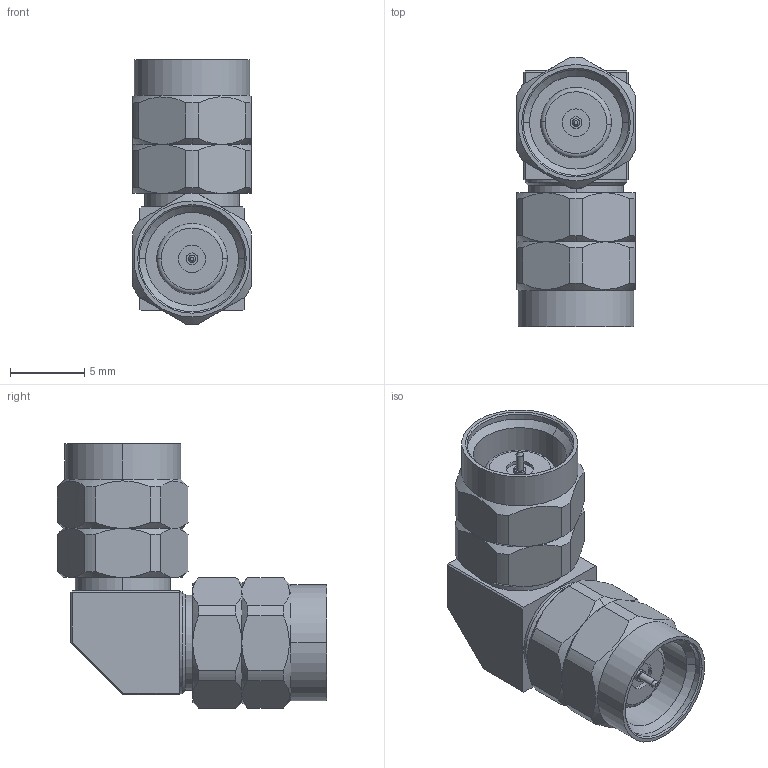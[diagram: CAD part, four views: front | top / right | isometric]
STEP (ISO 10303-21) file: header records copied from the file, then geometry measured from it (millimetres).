
FILE_DESCRIPTION (( 'STEP AP214' ), '1' );
FILE_NAME ('CT-VMVM-R-LN1, Defeatured.STEP', '2024-07-24T23:16:10', ( '' ), ( '' ), 'SwSTEP 2.0', 'SolidWorks 2021', '' );
FILE_SCHEMA (( 'AUTOMOTIVE_DESIGN' ));
Length unit declared in the file: inch
Products named in the file (1): CT-VMVM-R-LN1, Defeatured
Bounding box: 8 x 18.1 x 17.8 mm (x, y, z)
Volume: 1126.3 mm3; surface area: 1087.9 mm2
Topology: 1 solids, 1 shells, 181 faces, 406 edges, 242 vertices
Faces by surface type: cone 62, cylinder 58, plane 57, torus 4
Entity records: 5896 total; most frequent: CARTESIAN_POINT 1878, DIRECTION 854, ORIENTED_EDGE 812, EDGE_CURVE 406, AXIS2_PLACEMENT_3D 354, VERTEX_POINT 242, EDGE_LOOP 196, FACE_OUTER_BOUND 181
